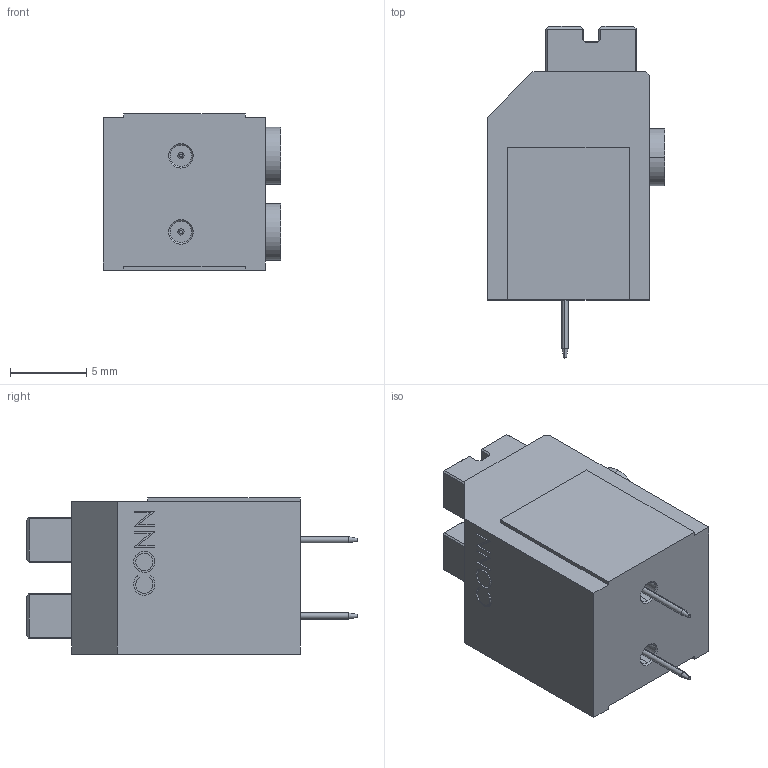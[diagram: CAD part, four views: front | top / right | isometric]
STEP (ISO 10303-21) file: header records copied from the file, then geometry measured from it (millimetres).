
FILE_DESCRIPTION (( 'STEP AP214' ), '1' );
FILE_NAME ('CONN-2P.STEP', '2024-04-10T01:01:54', ( '' ), ( '' ), 'SwSTEP 2.0', 'SolidWorks 2020', '' );
FILE_SCHEMA (( 'AUTOMOTIVE_DESIGN' ));
Length unit declared in the file: millimetre
Products named in the file (4): 錨璃3^CONN-2P; 錨璃4^CONN-2P; 錨璃5^CONN-2P; CONN-2P
Assembly tree (3 placements, depth 2):
  CONN-2P
    錨璃3^CONN-2P
    錨璃4^CONN-2P
    錨璃5^CONN-2P
Bounding box: 11.65 x 21.8 x 10.25 mm (x, y, z)
Volume: 1593.6 mm3; surface area: 1156.5 mm2
Topology: 5 solids, 5 shells, 166 faces, 407 edges, 262 vertices
Faces by surface type: plane 121, bspline 17, cylinder 16, cone 12
Entity records: 6165 total; most frequent: CARTESIAN_POINT 2162, ORIENTED_EDGE 814, DIRECTION 727, EDGE_CURVE 407, VECTOR 329, LINE 329, VERTEX_POINT 262, AXIS2_PLACEMENT_3D 199
